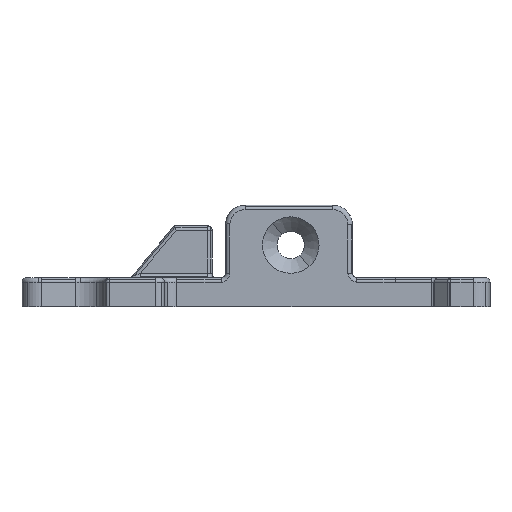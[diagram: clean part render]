
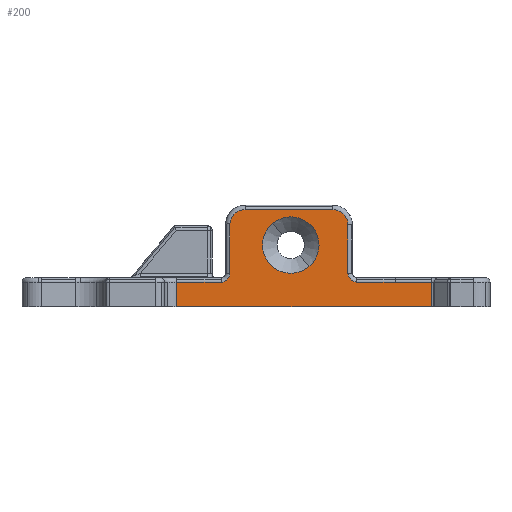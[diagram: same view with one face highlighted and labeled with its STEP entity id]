
A CAD part, left-side view. The second image highlights one B-rep face of the part: STEP entity #200.
In plain terms, the highlighted planar face has unit normal (-1, 0, 0).
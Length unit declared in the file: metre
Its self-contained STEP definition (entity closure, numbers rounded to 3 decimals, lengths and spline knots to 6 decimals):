
#200=ADVANCED_FACE('0:92',(#705,#706),#707,.F.);
#705=FACE_OUTER_BOUND('',#2763,.T.);
#706=FACE_BOUND('',#2764,.T.);
#707=PLANE('',#2765);
#2763=EDGE_LOOP('',(#6412,#6413,#6414,#6415,#6416,#6417,#6418,#6419,#6420,#6421,#6422,#6423,#6424));
#2764=EDGE_LOOP('',(#6425,#6426));
#2765=AXIS2_PLACEMENT_3D('',#6427,#6428,#6429);
#6412=ORIENTED_EDGE('',*,*,#8741,.F.);
#6413=ORIENTED_EDGE('',*,*,#8742,.F.);
#6414=ORIENTED_EDGE('',*,*,#8354,.F.);
#6415=ORIENTED_EDGE('',*,*,#8743,.F.);
#6416=ORIENTED_EDGE('',*,*,#8744,.F.);
#6417=ORIENTED_EDGE('',*,*,#8745,.F.);
#6418=ORIENTED_EDGE('',*,*,#8746,.T.);
#6419=ORIENTED_EDGE('',*,*,#8747,.T.);
#6420=ORIENTED_EDGE('',*,*,#8748,.T.);
#6421=ORIENTED_EDGE('',*,*,#8366,.F.);
#6422=ORIENTED_EDGE('',*,*,#8749,.T.);
#6423=ORIENTED_EDGE('',*,*,#8463,.F.);
#6424=ORIENTED_EDGE('',*,*,#8750,.F.);
#6425=ORIENTED_EDGE('',*,*,#8656,.F.);
#6426=ORIENTED_EDGE('',*,*,#8738,.F.);
#6427=CARTESIAN_POINT('',(-0.049949,-0.062946,0.053917));
#6428=DIRECTION('',(1.0,0.,0.));
#6429=DIRECTION('',(0.,0.0,-1.0));
#8354=EDGE_CURVE('0:908',#9409,#9411,#9412,.T.);
#8366=EDGE_CURVE('0:929',#9432,#9434,#9435,.T.);
#8463=EDGE_CURVE('0:935',#9622,#9624,#9625,.T.);
#8656=EDGE_CURVE('0:893',#9979,#9977,#9981,.T.);
#8738=EDGE_CURVE('0:893',#9977,#9979,#10110,.T.);
#8741=EDGE_CURVE('0:902',#10113,#10114,#10115,.T.);
#8742=EDGE_CURVE('0:905',#9411,#10113,#10116,.T.);
#8743=EDGE_CURVE('0:911',#10117,#9409,#10118,.T.);
#8744=EDGE_CURVE('0:914',#10119,#10117,#10120,.T.);
#8745=EDGE_CURVE('0:917',#10121,#10119,#10122,.T.);
#8746=EDGE_CURVE('0:920',#10121,#10123,#10124,.F.);
#8747=EDGE_CURVE('0:923',#10123,#10125,#10126,.F.);
#8748=EDGE_CURVE('0:926',#10125,#9434,#10127,.F.);
#8749=EDGE_CURVE('0:932',#9432,#9624,#10128,.F.);
#8750=EDGE_CURVE('0:938',#10114,#9622,#10129,.T.);
#9409=VERTEX_POINT('',#11061);
#9411=VERTEX_POINT('',#11063);
#9412=LINE('',#11064,#11065);
#9432=VERTEX_POINT('',#11090);
#9434=VERTEX_POINT('',#11092);
#9435=LINE('',#11093,#11094);
#9622=VERTEX_POINT('',#11346);
#9624=VERTEX_POINT('',#11348);
#9625=LINE('',#11349,#11350);
#9977=VERTEX_POINT('',#11921);
#9979=VERTEX_POINT('',#11924);
#9981=CIRCLE('',#11927,0.0034);
#10110=CIRCLE('',#12244,0.0034);
#10113=VERTEX_POINT('',#12247);
#10114=VERTEX_POINT('',#12248);
#10115=LINE('',#12249,#12250);
#10116=CIRCLE('',#12251,0.00106);
#10117=VERTEX_POINT('',#12252);
#10118=LINE('',#12253,#12254);
#10119=VERTEX_POINT('',#12255);
#10120=LINE('',#12256,#12257);
#10121=VERTEX_POINT('',#12258);
#10122=LINE('',#12259,#12260);
#10123=VERTEX_POINT('',#12261);
#10124=LINE('',#12262,#12263);
#10125=VERTEX_POINT('',#12264);
#10126=LINE('',#12265,#12266);
#10127=CIRCLE('',#12267,0.001056);
#10128=CIRCLE('',#12268,0.001842);
#10129=CIRCLE('',#12269,0.001842);
#11061=CARTESIAN_POINT('',(-0.049949,-0.048701,0.056888));
#11063=CARTESIAN_POINT('',(-0.049949,-0.054052,0.056888));
#11064=CARTESIAN_POINT('',(-0.049949,-0.057522,0.056888));
#11065=VECTOR('',#13442,1.0);
#11090=CARTESIAN_POINT('',(-0.049949,-0.069319,0.063785));
#11092=CARTESIAN_POINT('',(-0.049949,-0.069319,0.057948));
#11093=CARTESIAN_POINT('',(-0.049949,-0.069319,0.057864));
#11094=VECTOR('',#13466,1.0);
#11346=CARTESIAN_POINT('',(-0.049949,-0.05695,0.065627));
#11348=CARTESIAN_POINT('',(-0.049949,-0.067477,0.065627));
#11349=CARTESIAN_POINT('',(-0.049949,-0.057522,0.065627));
#11350=VECTOR('',#13655,1.0);
#11921=CARTESIAN_POINT('',(-0.049949,-0.060249,0.063957));
#11924=CARTESIAN_POINT('',(-0.049949,-0.064619,0.058748));
#11927=AXIS2_PLACEMENT_3D('',#14033,#14034,#14035);
#12244=AXIS2_PLACEMENT_3D('',#14177,#14178,#14179);
#12247=CARTESIAN_POINT('',(-0.049949,-0.055112,0.057948));
#12248=CARTESIAN_POINT('',(-0.049949,-0.055112,0.063902));
#12249=CARTESIAN_POINT('',(-0.049949,-0.055112,0.054838));
#12250=VECTOR('',#14186,1.0);
#12251=AXIS2_PLACEMENT_3D('',#14187,#14188,#14189);
#12252=CARTESIAN_POINT('',(-0.049949,-0.048701,0.053917));
#12253=CARTESIAN_POINT('',(-0.049949,-0.048701,0.053917));
#12254=VECTOR('',#14190,1.0);
#12255=CARTESIAN_POINT('',(-0.049949,-0.079353,0.053917));
#12256=CARTESIAN_POINT('',(-0.049949,-0.057522,0.053917));
#12257=VECTOR('',#14191,1.0);
#12258=CARTESIAN_POINT('',(-0.049949,-0.079353,0.056888));
#12259=CARTESIAN_POINT('',(-0.049949,-0.079353,0.053917));
#12260=VECTOR('',#14192,1.0);
#12261=CARTESIAN_POINT('',(-0.049949,-0.074991,0.056892));
#12262=CARTESIAN_POINT('',(-0.049949,-0.057522,0.056888));
#12263=VECTOR('',#14193,1.0);
#12264=CARTESIAN_POINT('',(-0.049949,-0.070375,0.056892));
#12265=CARTESIAN_POINT('',(-0.049949,-0.057522,0.056892));
#12266=VECTOR('',#14194,1.0);
#12267=AXIS2_PLACEMENT_3D('',#14195,#14196,#14197);
#12268=AXIS2_PLACEMENT_3D('',#14198,#14199,#14200);
#12269=AXIS2_PLACEMENT_3D('',#14201,#14202,#14203);
#13442=DIRECTION('',(0.,-1.0,0.));
#13466=DIRECTION('',(0.,0.,-1.0));
#13655=DIRECTION('',(0.,-1.0,0.));
#14033=CARTESIAN_POINT('',(-0.049949,-0.062434,0.061352));
#14034=DIRECTION('',(-1.0,0.,0.));
#14035=DIRECTION('',(0.,0.643,0.766));
#14177=CARTESIAN_POINT('',(-0.049949,-0.062434,0.061352));
#14178=DIRECTION('',(-1.0,0.,0.));
#14179=DIRECTION('',(0.,0.643,0.766));
#14186=DIRECTION('',(0.,0.,1.0));
#14187=CARTESIAN_POINT('',(-0.049949,-0.054052,0.057948));
#14188=DIRECTION('',(-1.0,0.,0.));
#14189=DIRECTION('',(0.,-0.707,-0.707));
#14190=DIRECTION('',(0.,0.,1.0));
#14191=DIRECTION('',(0.,1.0,0.));
#14192=DIRECTION('',(0.,0.,-1.0));
#14193=DIRECTION('',(0.,-1.0,0.));
#14194=DIRECTION('',(0.,-1.0,0.));
#14195=CARTESIAN_POINT('',(-0.049949,-0.070375,0.057948));
#14196=DIRECTION('',(-1.0,0.,0.));
#14197=DIRECTION('',(0.,0.707,-0.707));
#14198=CARTESIAN_POINT('',(-0.049949,-0.067477,0.063785));
#14199=DIRECTION('',(1.0,0.,0.));
#14200=DIRECTION('',(0.,-0.707,0.707));
#14201=CARTESIAN_POINT('',(-0.049949,-0.05695,0.063785));
#14202=DIRECTION('',(1.0,0.,0.));
#14203=DIRECTION('',(0.,0.707,0.707));
